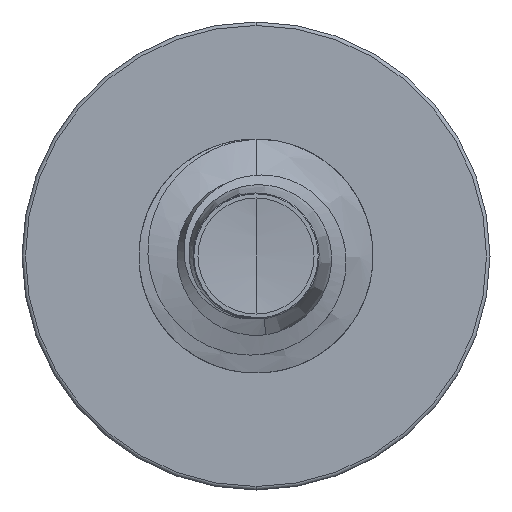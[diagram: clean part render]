
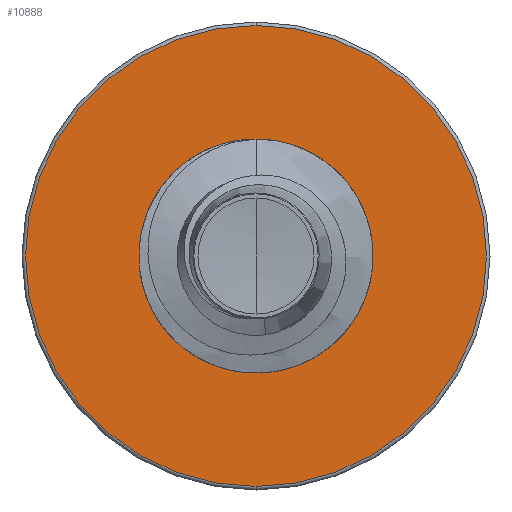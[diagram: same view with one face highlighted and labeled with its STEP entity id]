
A CAD part, front view. The second image highlights one B-rep face of the part: STEP entity #10888.
In plain terms, the highlighted planar face has unit normal (0, -1, 0).
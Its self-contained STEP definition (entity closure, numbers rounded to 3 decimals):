
#56 = DIRECTION ( 'NONE',  ( 0., 1., 0. ) ) ;
#95 = AXIS2_PLACEMENT_3D ( 'NONE', #8297, #56, #9633 ) ;
#156 = FACE_OUTER_BOUND ( 'NONE', #10216, .T. ) ;
#442 = VERTEX_POINT ( 'NONE', #7331 ) ;
#624 = VERTEX_POINT ( 'NONE', #14438 ) ;
#1454 = CARTESIAN_POINT ( 'NONE',  ( 0., 17.5, -2.415 ) ) ;
#1736 = CIRCLE ( 'NONE', #6796, 2.415 ) ;
#2596 = AXIS2_PLACEMENT_3D ( 'NONE', #6494, #15790, #7871 ) ;
#2855 = AXIS2_PLACEMENT_3D ( 'NONE', #3037, #12380, #4395 ) ;
#2935 = DIRECTION ( 'NONE',  ( 0., 1., 0. ) ) ;
#3037 = CARTESIAN_POINT ( 'NONE',  ( 0., 17.5, 0. ) ) ;
#3115 = CIRCLE ( 'NONE', #95, 4.925 ) ;
#4395 = DIRECTION ( 'NONE',  ( 0., 0., 1. ) ) ;
#6288 = FACE_BOUND ( 'NONE', #13175, .T. ) ;
#6494 = CARTESIAN_POINT ( 'NONE',  ( 0., 17.5, 0. ) ) ;
#6796 = AXIS2_PLACEMENT_3D ( 'NONE', #10963, #2935, #12282 ) ;
#7204 = DIRECTION ( 'NONE',  ( 0., 0., 1. ) ) ;
#7331 = CARTESIAN_POINT ( 'NONE',  ( 0., 17.5, 2.415 ) ) ;
#7417 = ORIENTED_EDGE ( 'NONE', *, *, #8507, .F. ) ;
#7608 = ORIENTED_EDGE ( 'NONE', *, *, #9930, .T. ) ;
#7775 = ORIENTED_EDGE ( 'NONE', *, *, #11656, .T. ) ;
#7871 = DIRECTION ( 'NONE',  ( 0., 0., 1. ) ) ;
#8297 = CARTESIAN_POINT ( 'NONE',  ( 0., 17.5, 0. ) ) ;
#8507 = EDGE_CURVE ( 'NONE', #13602, #624, #3115, .T. ) ;
#8728 = CIRCLE ( 'NONE', #2855, 4.925 ) ;
#9201 = VERTEX_POINT ( 'NONE', #12572 ) ;
#9633 = DIRECTION ( 'NONE',  ( 0., 0., 1. ) ) ;
#9930 = EDGE_CURVE ( 'NONE', #442, #9201, #10009, .T. ) ;
#10009 = CIRCLE ( 'NONE', #2596, 2.415 ) ;
#10216 = EDGE_LOOP ( 'NONE', ( #12411, #7417 ) ) ;
#10888 = ADVANCED_FACE ( 'NONE', ( #156, #6288 ), #13592, .F. ) ;
#10963 = CARTESIAN_POINT ( 'NONE',  ( 0., 17.5, 0. ) ) ;
#11656 = EDGE_CURVE ( 'NONE', #9201, #442, #1736, .T. ) ;
#12282 = DIRECTION ( 'NONE',  ( 0., 0., 1. ) ) ;
#12380 = DIRECTION ( 'NONE',  ( 0., 1., 0. ) ) ;
#12411 = ORIENTED_EDGE ( 'NONE', *, *, #13231, .F. ) ;
#12572 = CARTESIAN_POINT ( 'NONE',  ( 0., 17.5, -2.415 ) ) ;
#13175 = EDGE_LOOP ( 'NONE', ( #7608, #7775 ) ) ;
#13231 = EDGE_CURVE ( 'NONE', #624, #13602, #8728, .T. ) ;
#13265 = CARTESIAN_POINT ( 'NONE',  ( 0., 17.5, -4.925 ) ) ;
#13592 = PLANE ( 'NONE',  #15163 ) ;
#13602 = VERTEX_POINT ( 'NONE', #13265 ) ;
#14438 = CARTESIAN_POINT ( 'NONE',  ( 0., 17.5, 4.925 ) ) ;
#14933 = DIRECTION ( 'NONE',  ( 0., 1., 0. ) ) ;
#15163 = AXIS2_PLACEMENT_3D ( 'NONE', #1454, #14933, #7204 ) ;
#15790 = DIRECTION ( 'NONE',  ( 0., 1., 0. ) ) ;
